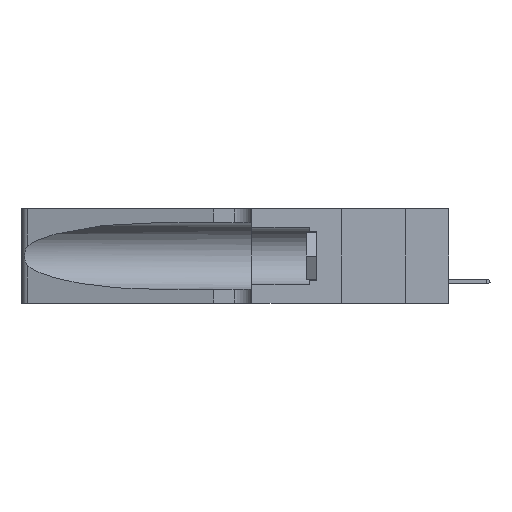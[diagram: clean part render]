
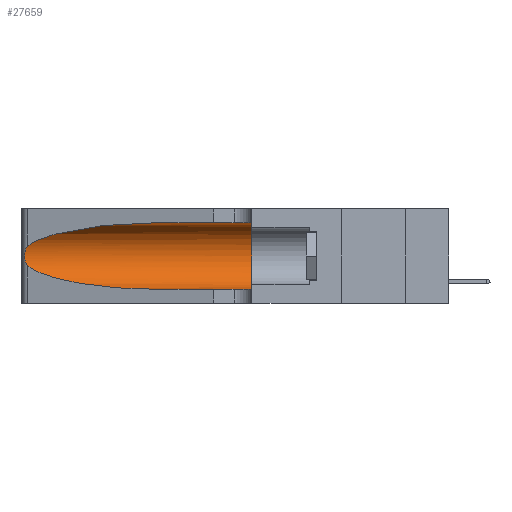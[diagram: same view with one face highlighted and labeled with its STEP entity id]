
A CAD part, left-side view. The second image highlights one B-rep face of the part: STEP entity #27659.
In plain terms, the highlighted cylindrical face has radius 3.308 mm (diameter 6.617 mm), a partial arc.
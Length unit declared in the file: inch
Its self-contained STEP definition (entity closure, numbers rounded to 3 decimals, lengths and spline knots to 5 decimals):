
#203 = EDGE_LOOP ( 'NONE', ( #19915, #7234, #6494, #28241, #5156, #19293 ) ) ;
#861 = EDGE_CURVE ( 'NONE', #11912, #22148, #18376, .T. ) ;
#1127 = DIRECTION ( 'NONE',  ( 0., -1., 0. ) ) ;
#2232 = CARTESIAN_POINT ( 'NONE',  ( 0.2373, 1.15595, 0.08982 ) ) ;
#2255 = VECTOR ( 'NONE', #1127, 39.37008 ) ;
#2332 = CARTESIAN_POINT ( 'NONE',  ( 0.26018, 1.23835, 0.19895 ) ) ;
#3497 = VECTOR ( 'NONE', #4305, 39.37008 ) ;
#4305 = DIRECTION ( 'NONE',  ( 0., -1., 0. ) ) ;
#4481 = CARTESIAN_POINT ( 'NONE',  ( 0.25555, 1.22994, 0.2215 ) ) ;
#5156 = ORIENTED_EDGE ( 'NONE', *, *, #27741, .F. ) ;
#5203 = CARTESIAN_POINT ( 'NONE',  ( 0.25789, 1.23486, 0.15765 ) ) ;
#5223 = CARTESIAN_POINT ( 'NONE',  ( 0.25487, 1.22718, 0.14631 ) ) ;
#5308 = CARTESIAN_POINT ( 'NONE',  ( 0.25555, 1.22993, 0.14849 ) ) ;
#6494 = ORIENTED_EDGE ( 'NONE', *, *, #26213, .T. ) ;
#7234 = ORIENTED_EDGE ( 'NONE', *, *, #21275, .T. ) ;
#7516 = CARTESIAN_POINT ( 'NONE',  ( 0.25787, 1.23484, 0.2124 ) ) ;
#7930 = CARTESIAN_POINT ( 'NONE',  ( 0.26017, 1.23833, 0.17102 ) ) ;
#7977 = CARTESIAN_POINT ( 'NONE',  ( 0.18966, 0.96281, 0.31525 ) ) ;
#8776 = DIRECTION ( 'NONE',  ( 0., -1., 0. ) ) ;
#10427 = CARTESIAN_POINT ( 'NONE',  ( 0.26075, 1.23896, 0.19203 ) ) ;
#10469 = CARTESIAN_POINT ( 'NONE',  ( 0.25487, 1.22718, 0.14631 ) ) ;
#11134 = VERTEX_POINT ( 'NONE', #20640 ) ;
#11912 = VERTEX_POINT ( 'NONE', #20237 ) ;
#12025 = CARTESIAN_POINT ( 'NONE',  ( 0.25487, 1.22718, 0.22369 ) ) ;
#13096 = EDGE_CURVE ( 'NONE', #11912, #13300, #30839, .T. ) ;
#13300 = VERTEX_POINT ( 'NONE', #21809 ) ;
#13842 = CARTESIAN_POINT ( 'NONE',  ( 0.1305, 1.61858, 0.185 ) ) ;
#13855 = B_SPLINE_CURVE_WITH_KNOTS ( 'NONE', 3,
 ( #12025, #4481, #33050, #7516, #24262, #2332, #10427, #15711, #7930, #32140, #5203, #15956, #5308, #21422 ),
 .UNSPECIFIED., .F., .F.,
 ( 4, 2, 2, 2, 2, 2, 4 ),
 ( 0., 0.00027, 0.00053, 0.00107, 0.0016, 0.00187, 0.00214 ),
 .UNSPECIFIED. ) ;
#13884 = CARTESIAN_POINT ( 'NONE',  ( 0.1305, 0.35, 0.31525 ) ) ;
#14012 = VERTEX_POINT ( 'NONE', #25184 ) ;
#14456 = AXIS2_PLACEMENT_3D ( 'NONE', #33343, #22495, #22144 ) ;
#14937 = CARTESIAN_POINT ( 'NONE',  ( 0.1305, 1.61858, 0.05475 ) ) ;
#15711 = CARTESIAN_POINT ( 'NONE',  ( 0.26075, 1.23896, 0.178 ) ) ;
#15956 = CARTESIAN_POINT ( 'NONE',  ( 0.25639, 1.23186, 0.15144 ) ) ;
#17349 = CARTESIAN_POINT ( 'NONE',  ( 0.1305, 1.61858, 0.31525 ) ) ;
#18376 = LINE ( 'NONE', #17349, #2255 ) ;
#19070 = FACE_OUTER_BOUND ( 'NONE', #203, .T. ) ;
#19293 = ORIENTED_EDGE ( 'NONE', *, *, #861, .F. ) ;
#19297 = DIRECTION ( 'NONE',  ( 0., 0., -1. ) ) ;
#19915 = ORIENTED_EDGE ( 'NONE', *, *, #13096, .T. ) ;
#20237 = CARTESIAN_POINT ( 'NONE',  ( 0.1305, 0.72297, 0.31525 ) ) ;
#20640 = CARTESIAN_POINT ( 'NONE',  ( 0.1305, 0.72297, 0.05475 ) ) ;
#21275 = EDGE_CURVE ( 'NONE', #13300, #31500, #13855, .T. ) ;
#21422 = CARTESIAN_POINT ( 'NONE',  ( 0.25487, 1.22718, 0.14631 ) ) ;
#21809 = CARTESIAN_POINT ( 'NONE',  ( 0.25487, 1.22718, 0.22369 ) ) ;
#22122 = LINE ( 'NONE', #14937, #3497 ) ;
#22144 = DIRECTION ( 'NONE',  ( 0., 0., 1. ) ) ;
#22148 = VERTEX_POINT ( 'NONE', #13884 ) ;
#22495 = DIRECTION ( 'NONE',  ( 0., 1., 0. ) ) ;
#23936 = CARTESIAN_POINT ( 'NONE',  ( 0.18966, 0.96281, 0.05475 ) ) ;
#24073 = CARTESIAN_POINT ( 'NONE',  ( 0.1305, 0.72297, 0.31525 ) ) ;
#24262 = CARTESIAN_POINT ( 'NONE',  ( 0.25854, 1.2359, 0.20912 ) ) ;
#24301 = CARTESIAN_POINT ( 'NONE',  ( 0.2373, 1.15595, 0.28018 ) ) ;
#25184 = CARTESIAN_POINT ( 'NONE',  ( 0.1305, 0.35, 0.05475 ) ) ;
#26213 = EDGE_CURVE ( 'NONE', #31500, #11134, #26483, .T. ) ;
#26307 = CYLINDRICAL_SURFACE ( 'NONE', #29698, 0.13025 ) ;
#26443 = CARTESIAN_POINT ( 'NONE',  ( 0.1305, 0.72297, 0.05475 ) ) ;
#26483 =( BOUNDED_CURVE ( )  B_SPLINE_CURVE ( 3, ( #5223, #2232, #23936, #26443 ),
 .UNSPECIFIED., .F., .T. ) 
 B_SPLINE_CURVE_WITH_KNOTS ( ( 4, 4 ),
 ( 3.44316, 4.71239 ),
 .UNSPECIFIED. ) 
 CURVE ( )  GEOMETRIC_REPRESENTATION_ITEM ( )  RATIONAL_B_SPLINE_CURVE ( ( 1., 0.87, 0.87, 1. ) ) 
 REPRESENTATION_ITEM ( '' )  );
#27659 = ADVANCED_FACE ( 'NONE', ( #19070 ), #26307, .F. ) ;
#27741 = EDGE_CURVE ( 'NONE', #22148, #14012, #33977, .T. ) ;
#28241 = ORIENTED_EDGE ( 'NONE', *, *, #33225, .T. ) ;
#29698 = AXIS2_PLACEMENT_3D ( 'NONE', #13842, #8776, #19297 ) ;
#30839 =( BOUNDED_CURVE ( )  B_SPLINE_CURVE ( 3, ( #24073, #7977, #24301, #34821 ),
 .UNSPECIFIED., .F., .T. ) 
 B_SPLINE_CURVE_WITH_KNOTS ( ( 4, 4 ),
 ( 1.5708, 2.84003 ),
 .UNSPECIFIED. ) 
 CURVE ( )  GEOMETRIC_REPRESENTATION_ITEM ( )  RATIONAL_B_SPLINE_CURVE ( ( 1., 0.87, 0.87, 1. ) ) 
 REPRESENTATION_ITEM ( '' )  );
#31500 = VERTEX_POINT ( 'NONE', #10469 ) ;
#32140 = CARTESIAN_POINT ( 'NONE',  ( 0.25856, 1.23593, 0.16098 ) ) ;
#33050 = CARTESIAN_POINT ( 'NONE',  ( 0.25639, 1.23184, 0.21858 ) ) ;
#33225 = EDGE_CURVE ( 'NONE', #11134, #14012, #22122, .T. ) ;
#33343 = CARTESIAN_POINT ( 'NONE',  ( 0.1305, 0.35, 0.185 ) ) ;
#33977 = CIRCLE ( 'NONE', #14456, 0.13025 ) ;
#34821 = CARTESIAN_POINT ( 'NONE',  ( 0.25487, 1.22718, 0.22369 ) ) ;
